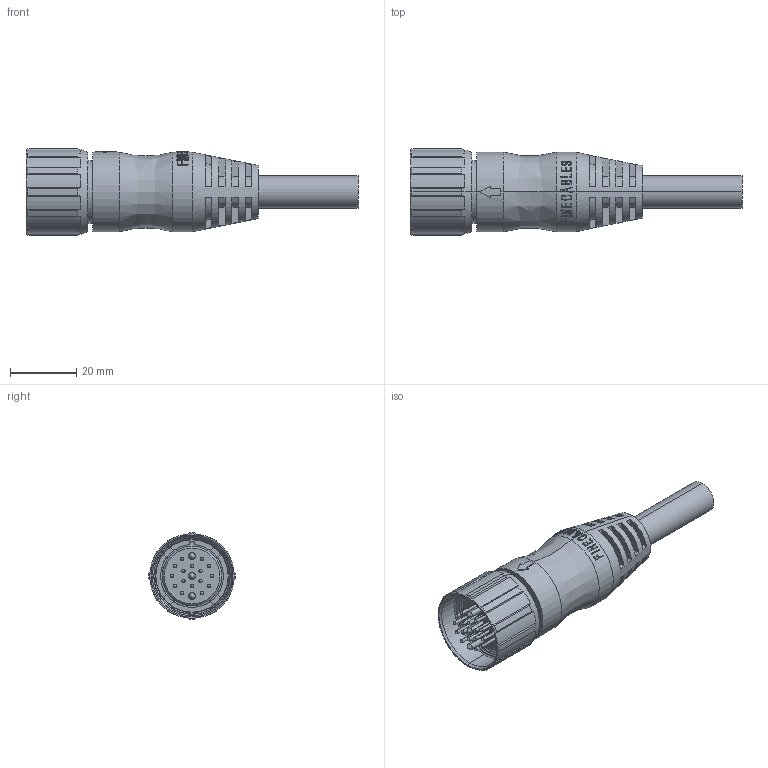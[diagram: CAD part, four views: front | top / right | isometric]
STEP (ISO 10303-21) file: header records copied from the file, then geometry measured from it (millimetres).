
FILE_DESCRIPTION (( 'STEP AP203' ), '1' );
FILE_NAME ('P369.STEP', '2020-04-15T07:11:13', ( 'edpusr' ), ( 'Microsoft' ), 'SwSTEP 2.0', 'SolidWorks 2015', '' );
FILE_SCHEMA (( 'CONFIG_CONTROL_DESIGN' ));
Length unit declared in the file: millimetre
Products named in the file (1): P369
Bounding box: 100.1 x 25.99 x 26 mm (x, y, z)
Volume: 25798.6 mm3; surface area: 11663 mm2
Topology: 2 solids, 2 shells, 506 faces, 1307 edges, 858 vertices
Faces by surface type: bspline 222, plane 150, cylinder 107, cone 27
Entity records: 35653 total; most frequent: CARTESIAN_POINT 24683, ORIENTED_EDGE 2614, DIRECTION 1610, EDGE_CURVE 1307, VERTEX_POINT 858, EDGE_LOOP 559, AXIS2_PLACEMENT_3D 539, VECTOR 532
